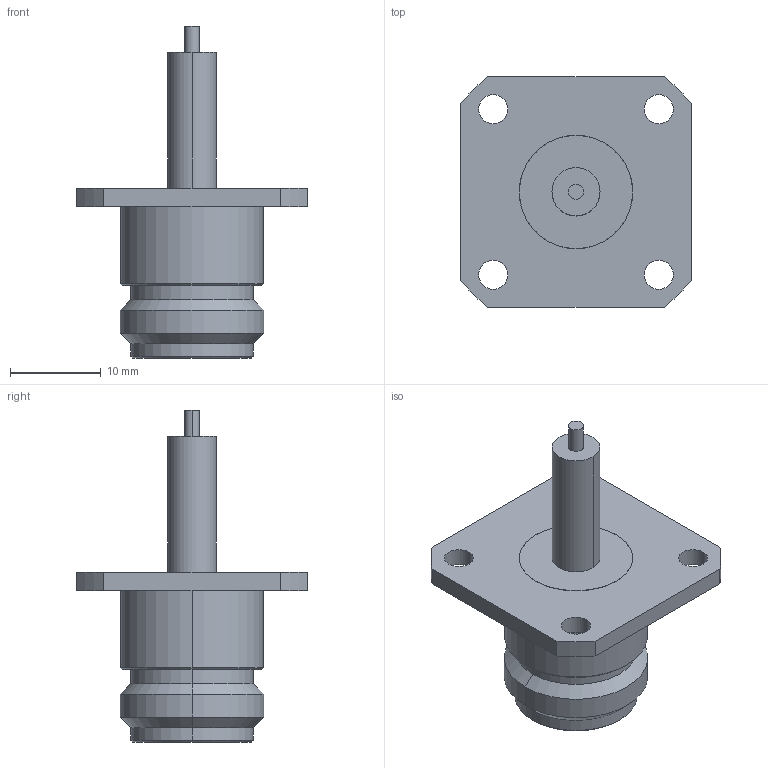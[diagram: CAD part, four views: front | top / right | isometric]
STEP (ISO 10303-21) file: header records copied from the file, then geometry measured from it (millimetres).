
FILE_DESCRIPTION (( 'STEP AP203' ), '1' );
FILE_NAME ('R163.435.071A.STEP', '2015-03-05T08:43:26', ( '' ), ( '' ), 'SwSTEP 2.0', 'SolidWorks 2014', '' );
FILE_SCHEMA (( 'CONFIG_CONTROL_DESIGN' ));
Length unit declared in the file: metre
Products named in the file (1): R163.435.071A
Bounding box: 25.4 x 25.4 x 36.6 mm (x, y, z)
Volume: 4091.6 mm3; surface area: 2892.9 mm2
Topology: 1 solids, 1 shells, 105 faces, 248 edges, 152 vertices
Faces by surface type: cone 42, plane 31, cylinder 30, torus 2
Entity records: 3201 total; most frequent: CARTESIAN_POINT 722, DIRECTION 522, ORIENTED_EDGE 496, EDGE_CURVE 248, AXIS2_PLACEMENT_3D 228, VERTEX_POINT 152, CIRCLE 122, EDGE_LOOP 120
